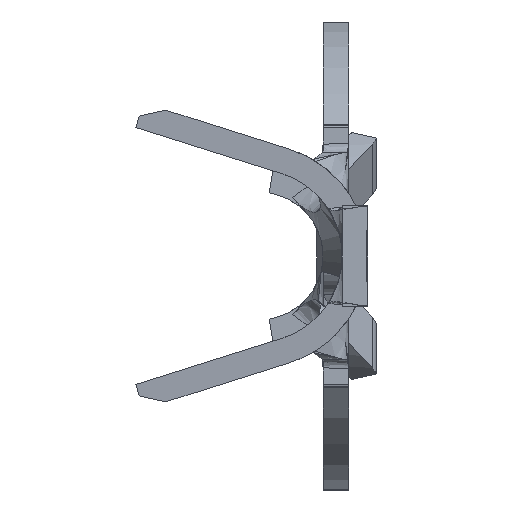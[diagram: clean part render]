
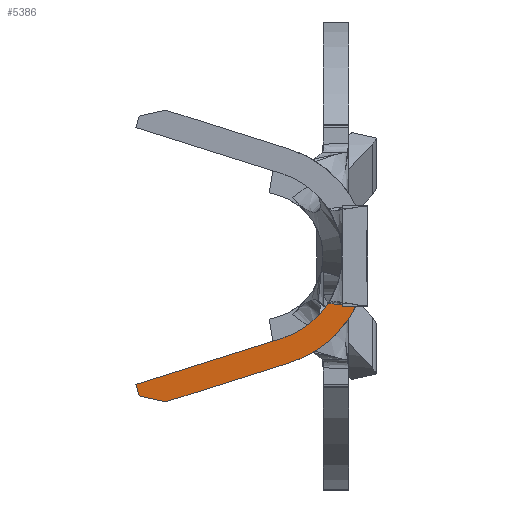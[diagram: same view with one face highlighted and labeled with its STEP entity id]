
A CAD part, left-side view. The second image highlights one B-rep face of the part: STEP entity #5386.
In plain terms, the highlighted planar face has unit normal (-0.996, 0.087, 0).
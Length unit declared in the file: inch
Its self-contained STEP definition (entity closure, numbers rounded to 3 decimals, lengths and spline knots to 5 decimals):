
#23 = CARTESIAN_POINT ( 'NONE',  ( -1.63604, 0.02881, -0.11359 ) ) ;
#145 = CARTESIAN_POINT ( 'NONE',  ( -1.60102, 0.42907, -0.3425 ) ) ;
#157 = CARTESIAN_POINT ( 'NONE',  ( -1.6425, -0.045, -0.3915 ) ) ;
#217 = VERTEX_POINT ( 'NONE', #5495 ) ;
#337 = ORIENTED_EDGE ( 'NONE', *, *, #5039, .T. ) ;
#477 = CARTESIAN_POINT ( 'NONE',  ( -1.63784, 0.00829, -0.11514 ) ) ;
#503 = CARTESIAN_POINT ( 'NONE',  ( -1.63716, 0.01603, -0.18301 ) ) ;
#517 = CARTESIAN_POINT ( 'NONE',  ( -1.63686, 0.01946, -0.11429 ) ) ;
#554 = CARTESIAN_POINT ( 'NONE',  ( -1.63587, 0.03079, -0.11342 ) ) ;
#610 = CARTESIAN_POINT ( 'NONE',  ( -1.64, -0.0164, -0.11928 ) ) ;
#734 = CARTESIAN_POINT ( 'NONE',  ( -1.6332, 0.06129, -0.14057 ) ) ;
#849 = CARTESIAN_POINT ( 'NONE',  ( -1.63449, 0.04651, -0.11096 ) ) ;
#1078 = DIRECTION ( 'NONE',  ( -0.083, -0.95, 0.3 ) ) ;
#1223 = VERTEX_POINT ( 'NONE', #849 ) ;
#1314 = CARTESIAN_POINT ( 'NONE',  ( -1.63586, 0.03087, -0.11341 ) ) ;
#1424 = LINE ( 'NONE', #2012, #3481 ) ;
#1443 = CARTESIAN_POINT ( 'NONE',  ( -1.63538, 0.03639, -0.09069 ) ) ;
#1692 = B_SPLINE_CURVE_WITH_KNOTS ( 'NONE', 3,
 ( #5850, #2937, #1698, #7508, #477, #2249, #5772, #5268, #6925, #3424, #517, #2284, #23, #5810, #2360, #554, #4698, #3119, #1314, #4234, #7109, #4808 ),
 .UNSPECIFIED., .F., .F.,
 ( 4, 1, 1, 1, 1, 1, 2, 2, 1, 1, 1, 1, 1, 2, 2, 4 ),
 ( 0., 0.25, 0.375, 0.4375, 0.46875, 0.48438, 0.49219, 0.5, 0.625, 0.6875, 0.71875, 0.73438, 0.74219, 0.74609, 0.75, 1. ),
 .UNSPECIFIED. ) ;
#1698 = CARTESIAN_POINT ( 'NONE',  ( -1.63925, -0.0079, -0.11697 ) ) ;
#1800 = ORIENTED_EDGE ( 'NONE', *, *, #2254, .F. ) ;
#2012 = CARTESIAN_POINT ( 'NONE',  ( -1.62653, 0.1375, -0.25038 ) ) ;
#2109 = VECTOR ( 'NONE', #3341, 39.37008 ) ;
#2249 = CARTESIAN_POINT ( 'NONE',  ( -1.63756, 0.01148, -0.11488 ) ) ;
#2254 = EDGE_CURVE ( 'NONE', #4322, #6419, #7321, .T. ) ;
#2284 = CARTESIAN_POINT ( 'NONE',  ( -1.63638, 0.02496, -0.11388 ) ) ;
#2320 = ORIENTED_EDGE ( 'NONE', *, *, #2890, .F. ) ;
#2360 = CARTESIAN_POINT ( 'NONE',  ( -1.63589, 0.03059, -0.11344 ) ) ;
#2437 = EDGE_CURVE ( 'NONE', #6407, #217, #5541, .T. ) ;
#2890 = EDGE_CURVE ( 'NONE', #4892, #6407, #5135, .T. ) ;
#2937 = CARTESIAN_POINT ( 'NONE',  ( -1.63977, -0.01377, -0.11829 ) ) ;
#2976 = VERTEX_POINT ( 'NONE', #610 ) ;
#2992 = DIRECTION ( 'NONE',  ( 0.996, -0.087, 0. ) ) ;
#3119 = CARTESIAN_POINT ( 'NONE',  ( -1.63586, 0.03091, -0.11341 ) ) ;
#3285 = CARTESIAN_POINT ( 'NONE',  ( -1.63479, 0.04313, -0.1042 ) ) ;
#3341 = DIRECTION ( 'NONE',  ( 0.026, 0.301, 0.953 ) ) ;
#3424 = CARTESIAN_POINT ( 'NONE',  ( -1.63729, 0.01452, -0.11465 ) ) ;
#3462 = EDGE_CURVE ( 'NONE', #1223, #217, #4172, .T. ) ;
#3481 = VECTOR ( 'NONE', #3760, 39.37008 ) ;
#3488 = CARTESIAN_POINT ( 'NONE',  ( -1.62484, 0.15684, -0.19357 ) ) ;
#3728 = CARTESIAN_POINT ( 'NONE',  ( -1.62484, 0.15684, -0.19357 ) ) ;
#3758 = VECTOR ( 'NONE', #1078, 39.37008 ) ;
#3760 = DIRECTION ( 'NONE',  ( 0.083, 0.95, -0.3 ) ) ;
#3857 = ORIENTED_EDGE ( 'NONE', *, *, #5245, .F. ) ;
#3967 = DIRECTION ( 'NONE',  ( 0.085, 0.973, 0.215 ) ) ;
#3971 = EDGE_CURVE ( 'NONE', #4735, #4322, #1424, .T. ) ;
#4090 = VECTOR ( 'NONE', #3967, 39.37008 ) ;
#4172 = B_SPLINE_CURVE_WITH_KNOTS ( 'NONE', 3,
 ( #4935, #3285, #7282, #1443 ),
 .UNSPECIFIED., .F., .F.,
 ( 4, 4 ),
 ( 0., 0.00058 ),
 .UNSPECIFIED. ) ;
#4234 = CARTESIAN_POINT ( 'NONE',  ( -1.63534, 0.03687, -0.11284 ) ) ;
#4322 = VERTEX_POINT ( 'NONE', #145 ) ;
#4490 = ORIENTED_EDGE ( 'NONE', *, *, #3462, .T. ) ;
#4698 = CARTESIAN_POINT ( 'NONE',  ( -1.63586, 0.03086, -0.11341 ) ) ;
#4719 = CARTESIAN_POINT ( 'NONE',  ( -1.59556, 0.49156, -0.32868 ) ) ;
#4735 = VERTEX_POINT ( 'NONE', #4891 ) ;
#4756 = CARTESIAN_POINT ( 'NONE',  ( -1.62496, 0.15545, -0.19313 ) ) ;
#4796 = PLANE ( 'NONE',  #5026 ) ;
#4808 = CARTESIAN_POINT ( 'NONE',  ( -1.63449, 0.04651, -0.11096 ) ) ;
#4884 = CARTESIAN_POINT ( 'NONE',  ( -1.63538, 0.03639, -0.09069 ) ) ;
#4891 = CARTESIAN_POINT ( 'NONE',  ( -1.62642, 0.13877, -0.25078 ) ) ;
#4892 = VERTEX_POINT ( 'NONE', #4967 ) ;
#4935 = CARTESIAN_POINT ( 'NONE',  ( -1.63449, 0.04651, -0.11096 ) ) ;
#4967 = CARTESIAN_POINT ( 'NONE',  ( -1.59482, 0.5, -0.30199 ) ) ;
#5026 = AXIS2_PLACEMENT_3D ( 'NONE', #157, #2992, #5451 ) ;
#5039 = EDGE_CURVE ( 'NONE', #2976, #1223, #1692, .T. ) ;
#5135 = LINE ( 'NONE', #4756, #3758 ) ;
#5245 = EDGE_CURVE ( 'NONE', #2976, #4735, #7064, .T. ) ;
#5268 = CARTESIAN_POINT ( 'NONE',  ( -1.63735, 0.01384, -0.1147 ) ) ;
#5293 = EDGE_CURVE ( 'NONE', #6419, #4892, #5725, .T. ) ;
#5315 = ORIENTED_EDGE ( 'NONE', *, *, #5293, .F. ) ;
#5386 = ADVANCED_FACE ( 'NONE', ( #7138 ), #4796, .F. ) ;
#5451 = DIRECTION ( 'NONE',  ( 0.087, 0.996, 0. ) ) ;
#5495 = CARTESIAN_POINT ( 'NONE',  ( -1.63538, 0.03639, -0.09069 ) ) ;
#5541 =( BOUNDED_CURVE ( )  B_SPLINE_CURVE ( 3, ( #3728, #5995, #734, #4884 ),
 .UNSPECIFIED., .F., .F. ) 
 B_SPLINE_CURVE_WITH_KNOTS ( ( 4, 4 ),
 ( 1.87681, 2.67844 ),
 .UNSPECIFIED. ) 
 CURVE ( )  GEOMETRIC_REPRESENTATION_ITEM ( )  RATIONAL_B_SPLINE_CURVE ( ( 1., 0.947, 0.947, 1. ) ) 
 REPRESENTATION_ITEM ( '' )  );
#5557 = ORIENTED_EDGE ( 'NONE', *, *, #2437, .F. ) ;
#5725 = LINE ( 'NONE', #6953, #2109 ) ;
#5772 = CARTESIAN_POINT ( 'NONE',  ( -1.63741, 0.01313, -0.11475 ) ) ;
#5799 = CARTESIAN_POINT ( 'NONE',  ( -1.62642, 0.13877, -0.25078 ) ) ;
#5810 = CARTESIAN_POINT ( 'NONE',  ( -1.63593, 0.0301, -0.11348 ) ) ;
#5850 = CARTESIAN_POINT ( 'NONE',  ( -1.64, -0.0164, -0.11928 ) ) ;
#5995 = CARTESIAN_POINT ( 'NONE',  ( -1.62949, 0.10369, -0.17677 ) ) ;
#6011 = EDGE_LOOP ( 'NONE', ( #3857, #337, #4490, #5557, #2320, #5315, #1800, #7366 ) ) ;
#6407 = VERTEX_POINT ( 'NONE', #3488 ) ;
#6419 = VERTEX_POINT ( 'NONE', #4719 ) ;
#6451 = CARTESIAN_POINT ( 'NONE',  ( -1.63239, 0.07058, -0.22924 ) ) ;
#6925 = CARTESIAN_POINT ( 'NONE',  ( -1.63731, 0.01433, -0.11466 ) ) ;
#6953 = CARTESIAN_POINT ( 'NONE',  ( -1.59485, 0.49962, -0.30318 ) ) ;
#7064 =( BOUNDED_CURVE ( )  B_SPLINE_CURVE ( 3, ( #7496, #503, #6451, #5799 ),
 .UNSPECIFIED., .F., .F. ) 
 B_SPLINE_CURVE_WITH_KNOTS ( ( 4, 4 ),
 ( 3.61232, 4.40637 ),
 .UNSPECIFIED. ) 
 CURVE ( )  GEOMETRIC_REPRESENTATION_ITEM ( )  RATIONAL_B_SPLINE_CURVE ( ( 1., 0.948, 0.948, 1. ) ) 
 REPRESENTATION_ITEM ( '' )  );
#7109 = CARTESIAN_POINT ( 'NONE',  ( -1.63488, 0.04205, -0.11202 ) ) ;
#7138 = FACE_OUTER_BOUND ( 'NONE', #6011, .T. ) ;
#7282 = CARTESIAN_POINT ( 'NONE',  ( -1.63508, 0.03976, -0.09745 ) ) ;
#7321 = LINE ( 'NONE', #7436, #4090 ) ;
#7366 = ORIENTED_EDGE ( 'NONE', *, *, #3971, .F. ) ;
#7436 = CARTESIAN_POINT ( 'NONE',  ( -1.5959, 0.48768, -0.32954 ) ) ;
#7496 = CARTESIAN_POINT ( 'NONE',  ( -1.64, -0.0164, -0.11928 ) ) ;
#7508 = CARTESIAN_POINT ( 'NONE',  ( -1.63836, 0.00233, -0.1157 ) ) ;
